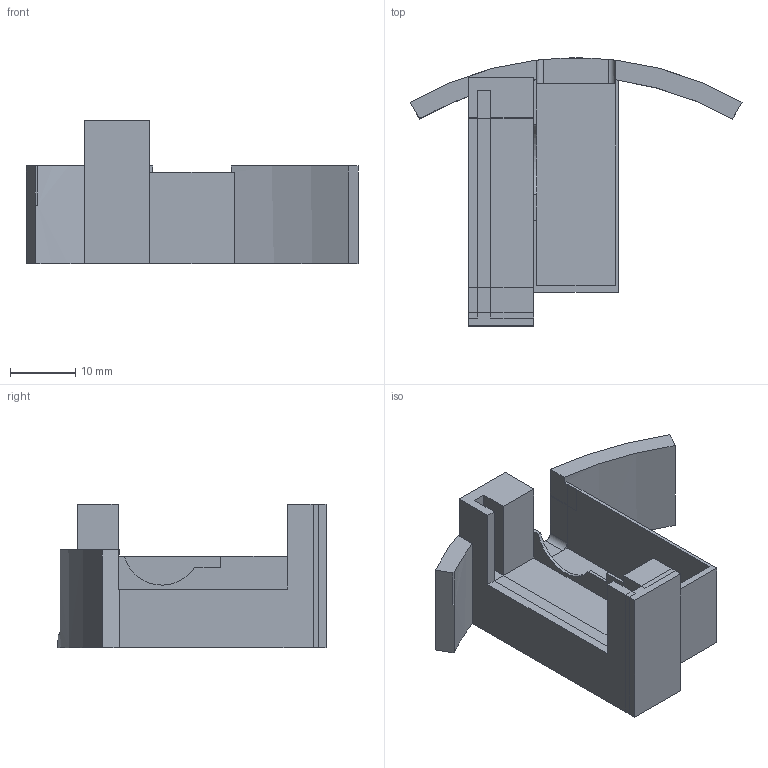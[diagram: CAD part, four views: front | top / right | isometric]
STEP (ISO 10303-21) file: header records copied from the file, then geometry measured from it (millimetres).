
FILE_DESCRIPTION(('FreeCAD Model'),'2;1');
FILE_NAME('final_case.step', '2015-06-19T07:31:10',('Author'),(''), 'Open CASCADE STEP processor 6.8','FreeCAD','Unknown');
FILE_SCHEMA(('AUTOMOTIVE_DESIGN_CC2 { 1 2 10303 214 -1 1 5 4 }'));
Length unit declared in the file: millimetre
Products named in the file (1): final_case
Bounding box: 51 x 41.2 x 22 mm (x, y, z)
Volume: 7819.1 mm3; surface area: 6091.6 mm2
Topology: 1 solids, 1 shells, 72 faces, 183 edges, 113 vertices
Faces by surface type: plane 65, cylinder 7
Entity records: 5535 total; most frequent: CARTESIAN_POINT 1459, DIRECTION 616, LINE 417, VECTOR 417, ORIENTED_EDGE 366, PCURVE 366, DEFINITIONAL_REPRESENTATION 366, EDGE_CURVE 183
